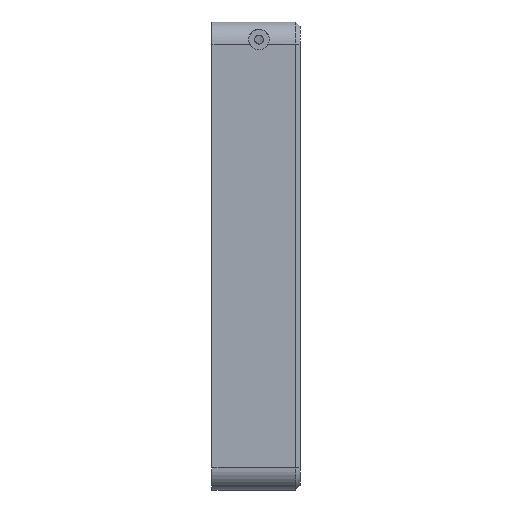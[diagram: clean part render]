
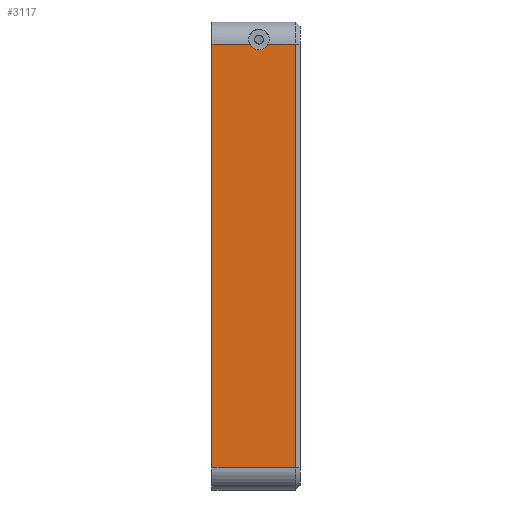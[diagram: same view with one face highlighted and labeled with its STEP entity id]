
A CAD part, left-side view. The second image highlights one B-rep face of the part: STEP entity #3117.
In plain terms, the highlighted planar face has unit normal (-1, 0, 0).
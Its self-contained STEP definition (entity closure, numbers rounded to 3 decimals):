
#1 = VECTOR ( 'NONE', #6706, 1000. ) ;
#9 = LINE ( 'NONE', #715, #1 ) ;
#238 = DIRECTION ( 'NONE',  ( -1., 0., 0. ) ) ;
#285 = VECTOR ( 'NONE', #4537, 1000. ) ;
#549 = EDGE_CURVE ( 'NONE', #1293, #1900, #3793, .T. ) ;
#715 = CARTESIAN_POINT ( 'NONE',  ( -21.75, -0.5, 48. ) ) ;
#723 = CARTESIAN_POINT ( 'NONE',  ( -21.75, 5.701, 48. ) ) ;
#819 = VERTEX_POINT ( 'NONE', #7876 ) ;
#958 = ORIENTED_EDGE ( 'NONE', *, *, #5532, .F. ) ;
#1029 = VERTEX_POINT ( 'NONE', #2357 ) ;
#1293 = VERTEX_POINT ( 'NONE', #7312 ) ;
#1372 = CARTESIAN_POINT ( 'NONE',  ( -21.75, 7.8, 49. ) ) ;
#1900 = VERTEX_POINT ( 'NONE', #723 ) ;
#1943 = DIRECTION ( 'NONE',  ( -1., 0., 0. ) ) ;
#2169 = VECTOR ( 'NONE', #6713, 1000. ) ;
#2357 = CARTESIAN_POINT ( 'NONE',  ( -21.75, 9.899, 48. ) ) ;
#2519 = CARTESIAN_POINT ( 'NONE',  ( -21.75, 7.8, 49. ) ) ;
#2849 = ORIENTED_EDGE ( 'NONE', *, *, #4747, .T. ) ;
#3116 = VECTOR ( 'NONE', #8453, 1000. ) ;
#3117 = ADVANCED_FACE ( 'NONE', ( #4800 ), #4672, .T. ) ;
#3124 = EDGE_LOOP ( 'NONE', ( #4435, #2849, #958, #5585, #3431, #6468, #5705 ) ) ;
#3245 = CARTESIAN_POINT ( 'NONE',  ( -21.75, -1.5, 48. ) ) ;
#3421 = DIRECTION ( 'NONE',  ( -1., 0., 0. ) ) ;
#3431 = ORIENTED_EDGE ( 'NONE', *, *, #3828, .T. ) ;
#3577 = AXIS2_PLACEMENT_3D ( 'NONE', #7516, #238, #6853 ) ;
#3793 = CIRCLE ( 'NONE', #7716, 2.325 ) ;
#3828 = EDGE_CURVE ( 'NONE', #6475, #5991, #9, .T. ) ;
#4041 = LINE ( 'NONE', #3245, #2169 ) ;
#4094 = CARTESIAN_POINT ( 'NONE',  ( -21.75, -0.5, -48. ) ) ;
#4126 = EDGE_CURVE ( 'NONE', #6475, #5906, #6466, .T. ) ;
#4371 = VECTOR ( 'NONE', #7114, 1000. ) ;
#4435 = ORIENTED_EDGE ( 'NONE', *, *, #4669, .F. ) ;
#4537 = DIRECTION ( 'NONE',  ( 0., 1., 0. ) ) ;
#4669 = EDGE_CURVE ( 'NONE', #1029, #1293, #6775, .T. ) ;
#4672 = PLANE ( 'NONE',  #3577 ) ;
#4747 = EDGE_CURVE ( 'NONE', #1029, #819, #7340, .T. ) ;
#4779 = DIRECTION ( 'NONE',  ( 0., 0., 1. ) ) ;
#4800 = FACE_OUTER_BOUND ( 'NONE', #3124, .T. ) ;
#4806 = CARTESIAN_POINT ( 'NONE',  ( -21.75, -0.5, 48. ) ) ;
#5180 = LINE ( 'NONE', #5789, #3116 ) ;
#5532 = EDGE_CURVE ( 'NONE', #5906, #819, #5180, .T. ) ;
#5585 = ORIENTED_EDGE ( 'NONE', *, *, #4126, .F. ) ;
#5705 = ORIENTED_EDGE ( 'NONE', *, *, #549, .F. ) ;
#5789 = CARTESIAN_POINT ( 'NONE',  ( -21.75, 18.45, -48. ) ) ;
#5906 = VERTEX_POINT ( 'NONE', #7880 ) ;
#5991 = VERTEX_POINT ( 'NONE', #4806 ) ;
#6466 = LINE ( 'NONE', #7741, #4371 ) ;
#6468 = ORIENTED_EDGE ( 'NONE', *, *, #7896, .T. ) ;
#6475 = VERTEX_POINT ( 'NONE', #4094 ) ;
#6687 = DIRECTION ( 'NONE',  ( 0., 0., 1. ) ) ;
#6706 = DIRECTION ( 'NONE',  ( 0., 0., 1. ) ) ;
#6713 = DIRECTION ( 'NONE',  ( 0., 1., 0. ) ) ;
#6775 = CIRCLE ( 'NONE', #8306, 2.325 ) ;
#6853 = DIRECTION ( 'NONE',  ( 0., 0., 1. ) ) ;
#7114 = DIRECTION ( 'NONE',  ( 0., 1., 0. ) ) ;
#7312 = CARTESIAN_POINT ( 'NONE',  ( -21.75, 7.8, 46.675 ) ) ;
#7340 = LINE ( 'NONE', #8565, #285 ) ;
#7516 = CARTESIAN_POINT ( 'NONE',  ( -21.75, -1.5, -48. ) ) ;
#7716 = AXIS2_PLACEMENT_3D ( 'NONE', #1372, #3421, #4779 ) ;
#7741 = CARTESIAN_POINT ( 'NONE',  ( -21.75, -1.5, -48. ) ) ;
#7876 = CARTESIAN_POINT ( 'NONE',  ( -21.75, 18.45, 48. ) ) ;
#7880 = CARTESIAN_POINT ( 'NONE',  ( -21.75, 18.45, -48. ) ) ;
#7896 = EDGE_CURVE ( 'NONE', #5991, #1900, #4041, .T. ) ;
#8306 = AXIS2_PLACEMENT_3D ( 'NONE', #2519, #1943, #6687 ) ;
#8453 = DIRECTION ( 'NONE',  ( 0., 0., 1. ) ) ;
#8565 = CARTESIAN_POINT ( 'NONE',  ( -21.75, -1.5, 48. ) ) ;
